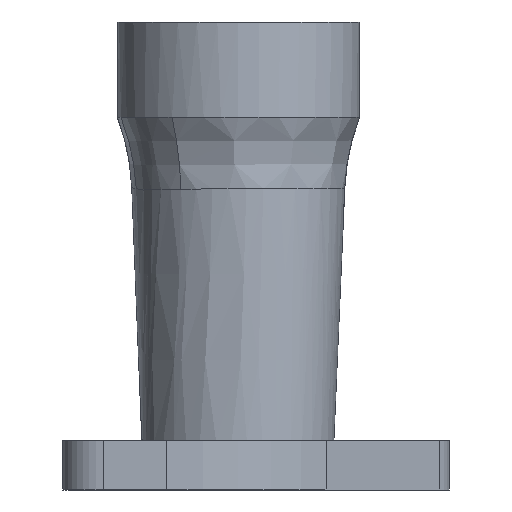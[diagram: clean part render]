
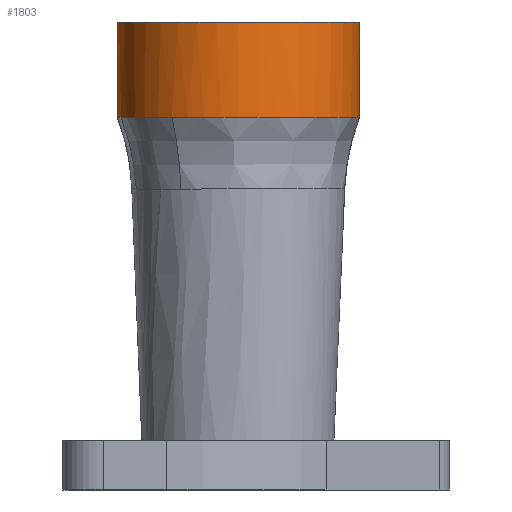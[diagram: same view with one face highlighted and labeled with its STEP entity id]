
A CAD part, left-side view. The second image highlights one B-rep face of the part: STEP entity #1803.
In plain terms, the highlighted cylindrical face has radius 27.125 mm (diameter 54.25 mm), a full revolution.
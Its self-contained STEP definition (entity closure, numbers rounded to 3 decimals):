
#101=LINE('',#6672,#199);
#199=VECTOR('',#2207,27.125);
#283=CYLINDRICAL_SURFACE('',#1944,27.125);
#346=FACE_OUTER_BOUND('',#441,.T.);
#441=EDGE_LOOP('',(#1372,#1373,#1374,#1375,#1376,#1377));
#544=CIRCLE('',#1886,27.125);
#557=CIRCLE('',#1899,27.125);
#558=CIRCLE('',#1900,27.125);
#590=CIRCLE('',#1945,27.125);
#725=VERTEX_POINT('',#2591);
#727=VERTEX_POINT('',#2613);
#746=VERTEX_POINT('',#4066);
#828=VERTEX_POINT('',#6671);
#921=EDGE_CURVE('',#725,#727,#544,.T.);
#946=EDGE_CURVE('',#746,#725,#557,.T.);
#947=EDGE_CURVE('',#727,#746,#558,.T.);
#1048=EDGE_CURVE('',#746,#828,#101,.T.);
#1049=EDGE_CURVE('',#828,#828,#590,.T.);
#1372=ORIENTED_EDGE('',*,*,#947,.T.);
#1373=ORIENTED_EDGE('',*,*,#1048,.T.);
#1374=ORIENTED_EDGE('',*,*,#1049,.F.);
#1375=ORIENTED_EDGE('',*,*,#1048,.F.);
#1376=ORIENTED_EDGE('',*,*,#946,.T.);
#1377=ORIENTED_EDGE('',*,*,#921,.T.);
#1803=ADVANCED_FACE('',(#346),#283,.T.);
#1886=AXIS2_PLACEMENT_3D('',#2615,#2069,#2070);
#1899=AXIS2_PLACEMENT_3D('',#4067,#2095,#2096);
#1900=AXIS2_PLACEMENT_3D('',#4068,#2097,#2098);
#1944=AXIS2_PLACEMENT_3D('',#6670,#2205,#2206);
#1945=AXIS2_PLACEMENT_3D('',#6673,#2208,#2209);
#2069=DIRECTION('center_axis',(0.,0.,1.));
#2070=DIRECTION('ref_axis',(1.,0.,0.));
#2095=DIRECTION('center_axis',(0.,0.,1.));
#2096=DIRECTION('ref_axis',(1.,0.,0.));
#2097=DIRECTION('center_axis',(0.,0.,1.));
#2098=DIRECTION('ref_axis',(1.,0.,0.));
#2205=DIRECTION('center_axis',(0.,0.,-1.));
#2206=DIRECTION('ref_axis',(1.,0.,0.));
#2207=DIRECTION('',(0.,0.,1.));
#2208=DIRECTION('center_axis',(0.,0.,1.));
#2209=DIRECTION('ref_axis',(1.,0.,0.));
#2591=CARTESIAN_POINT('',(-643.235,-0.332,72.398));
#2613=CARTESIAN_POINT('',(-659.2,-11.759,72.398));
#2615=CARTESIAN_POINT('Origin',(-636.5,-26.607,72.398));
#4066=CARTESIAN_POINT('',(-663.625,-26.607,72.398));
#4067=CARTESIAN_POINT('Origin',(-636.5,-26.607,72.398));
#4068=CARTESIAN_POINT('Origin',(-636.5,-26.607,72.398));
#6670=CARTESIAN_POINT('Origin',(-636.5,-26.607,93.778));
#6671=CARTESIAN_POINT('',(-663.625,-26.607,93.778));
#6672=CARTESIAN_POINT('',(-663.625,-26.607,93.778));
#6673=CARTESIAN_POINT('Origin',(-636.5,-26.607,93.778));
